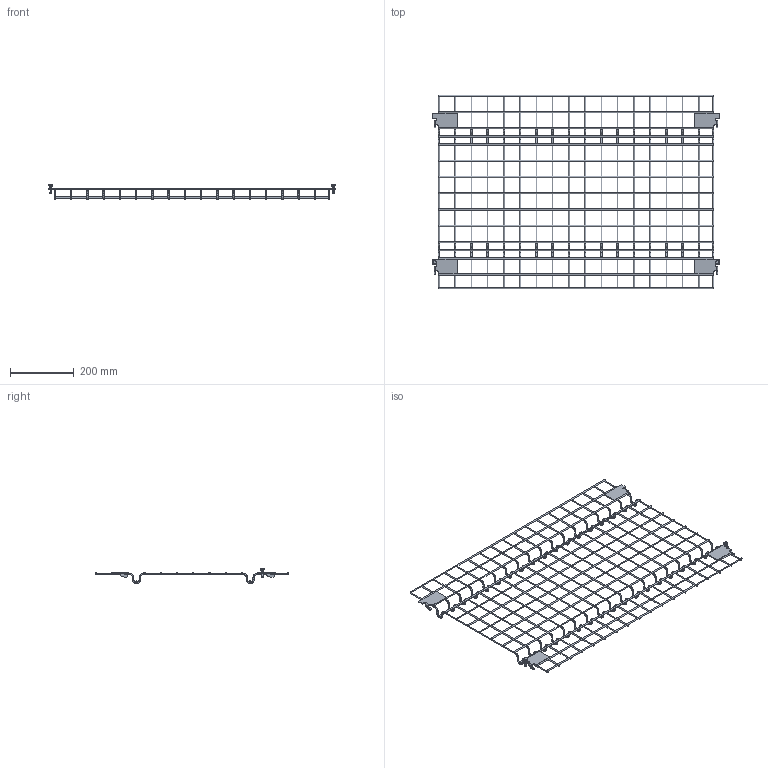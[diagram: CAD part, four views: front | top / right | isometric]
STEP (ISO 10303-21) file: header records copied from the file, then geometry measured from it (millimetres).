
FILE_DESCRIPTION (( 'STEP AP214' ), '1' );
FILE_NAME ('X03424.STEP', '2024-02-23T11:10:41', ( '' ), ( '' ), 'SwSTEP 2.0', 'SolidWorks 2023', '' );
FILE_SCHEMA (( 'AUTOMOTIVE_DESIGN' ));
Length unit declared in the file: inch
Products named in the file (1): X03424
Bounding box: 896.95 x 606.42 x 47.06 mm (x, y, z)
Volume: 372303.7 mm3; surface area: 354935.3 mm2
Topology: 41 solids, 41 shells, 527 faces, 1224 edges, 783 vertices
Faces by surface type: cylinder 213, bspline 156, plane 146, cone 12
Full cylindrical faces by diameter (mm): 4.064 x177, 4.763 x2, 5.105 x2, 6.229 x2, 6.35 x2
Entity records: 15727 total; most frequent: CARTESIAN_POINT 6376, DIRECTION 1816, ORIENTED_EDGE 1332, EDGE_LOOP 884, FACE_OUTER_BOUND 864, AXIS2_PLACEMENT_3D 806, EDGE_CURVE 666, VERTEX_POINT 574
